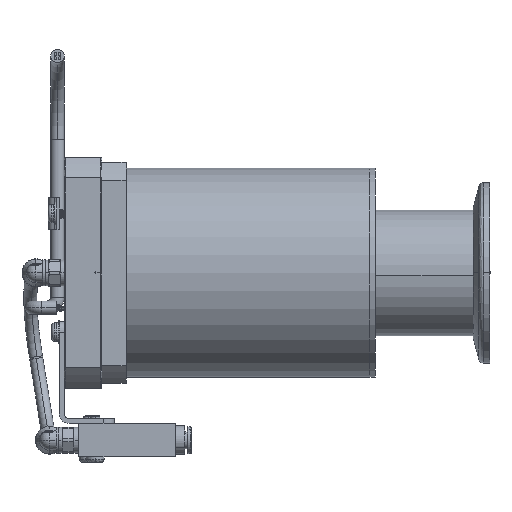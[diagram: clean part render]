
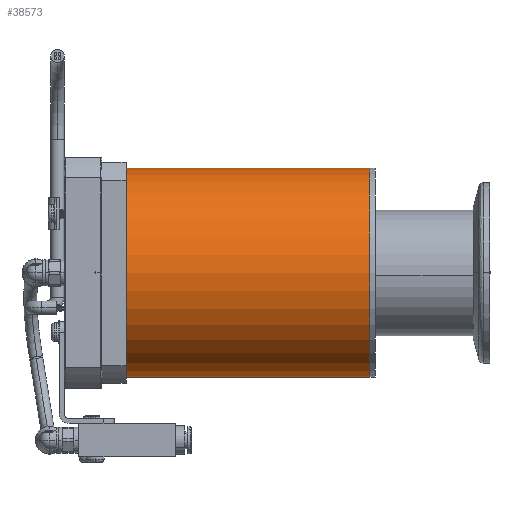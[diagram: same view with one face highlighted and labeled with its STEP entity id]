
A CAD part, left-side view. The second image highlights one B-rep face of the part: STEP entity #38573.
In plain terms, the highlighted cylindrical face has radius 31.75 mm (diameter 63.5 mm), a partial arc.
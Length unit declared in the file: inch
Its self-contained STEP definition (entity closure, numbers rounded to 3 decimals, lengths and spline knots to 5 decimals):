
#5541 = CARTESIAN_POINT ( 'NONE',  ( 0.00016, -0.17906, -0.00016 ) ) ;
#6442 = VERTEX_POINT ( 'NONE', #41266 ) ;
#11033 = EDGE_CURVE ( 'NONE', #50559, #6442, #70677, .T. ) ;
#14213 = VECTOR ( 'NONE', #60763, 39.37008 ) ;
#18284 = VERTEX_POINT ( 'NONE', #44450 ) ;
#20517 = CIRCLE ( 'NONE', #32352, 1.25 ) ;
#20793 = CARTESIAN_POINT ( 'NONE',  ( 0.00016, 2.79594, -1.25016 ) ) ;
#26808 = AXIS2_PLACEMENT_3D ( 'NONE', #54562, #53960, #102141 ) ;
#29608 = CARTESIAN_POINT ( 'NONE',  ( 0.00016, -0.17906, -1.25016 ) ) ;
#29994 = ORIENTED_EDGE ( 'NONE', *, *, #95337, .T. ) ;
#32352 = AXIS2_PLACEMENT_3D ( 'NONE', #40108, #106812, #88881 ) ;
#35088 = ORIENTED_EDGE ( 'NONE', *, *, #98235, .T. ) ;
#38573 = ADVANCED_FACE ( 'NONE', ( #74332 ), #65665, .T. ) ;
#40108 = CARTESIAN_POINT ( 'NONE',  ( 0.00016, 2.79594, -0.00016 ) ) ;
#41266 = CARTESIAN_POINT ( 'NONE',  ( 0.00016, -0.17906, 1.24984 ) ) ;
#42860 = DIRECTION ( 'NONE',  ( 0., -1., 0. ) ) ;
#44450 = CARTESIAN_POINT ( 'NONE',  ( 0.00016, 2.79594, -1.25016 ) ) ;
#50559 = VERTEX_POINT ( 'NONE', #116333 ) ;
#53960 = DIRECTION ( 'NONE',  ( 0., -1., 0. ) ) ;
#54562 = CARTESIAN_POINT ( 'NONE',  ( 0.00016, 2.79594, -0.00016 ) ) ;
#55425 = VECTOR ( 'NONE', #42860, 39.37008 ) ;
#60763 = DIRECTION ( 'NONE',  ( 0., -1., 0. ) ) ;
#61219 = DIRECTION ( 'NONE',  ( 0., 0., 1. ) ) ;
#65665 = CYLINDRICAL_SURFACE ( 'NONE', #26808, 1.25 ) ;
#70677 = LINE ( 'NONE', #90440, #55425 ) ;
#74201 = VERTEX_POINT ( 'NONE', #29608 ) ;
#74332 = FACE_OUTER_BOUND ( 'NONE', #111522, .T. ) ;
#80969 = CIRCLE ( 'NONE', #110763, 1.25 ) ;
#80995 = DIRECTION ( 'NONE',  ( 0., 1., 0. ) ) ;
#88881 = DIRECTION ( 'NONE',  ( 0., 0., 1. ) ) ;
#90440 = CARTESIAN_POINT ( 'NONE',  ( 0.00016, 2.79594, 1.24984 ) ) ;
#91722 = EDGE_CURVE ( 'NONE', #18284, #50559, #20517, .T. ) ;
#95337 = EDGE_CURVE ( 'NONE', #74201, #6442, #80969, .T. ) ;
#98235 = EDGE_CURVE ( 'NONE', #18284, #74201, #105470, .T. ) ;
#102141 = DIRECTION ( 'NONE',  ( 0., 0., -1. ) ) ;
#105470 = LINE ( 'NONE', #20793, #14213 ) ;
#106812 = DIRECTION ( 'NONE',  ( 0., 1., 0. ) ) ;
#107566 = ORIENTED_EDGE ( 'NONE', *, *, #91722, .F. ) ;
#110763 = AXIS2_PLACEMENT_3D ( 'NONE', #5541, #80995, #61219 ) ;
#111522 = EDGE_LOOP ( 'NONE', ( #116114, #107566, #35088, #29994 ) ) ;
#116114 = ORIENTED_EDGE ( 'NONE', *, *, #11033, .F. ) ;
#116333 = CARTESIAN_POINT ( 'NONE',  ( 0.00016, 2.79594, 1.24984 ) ) ;
